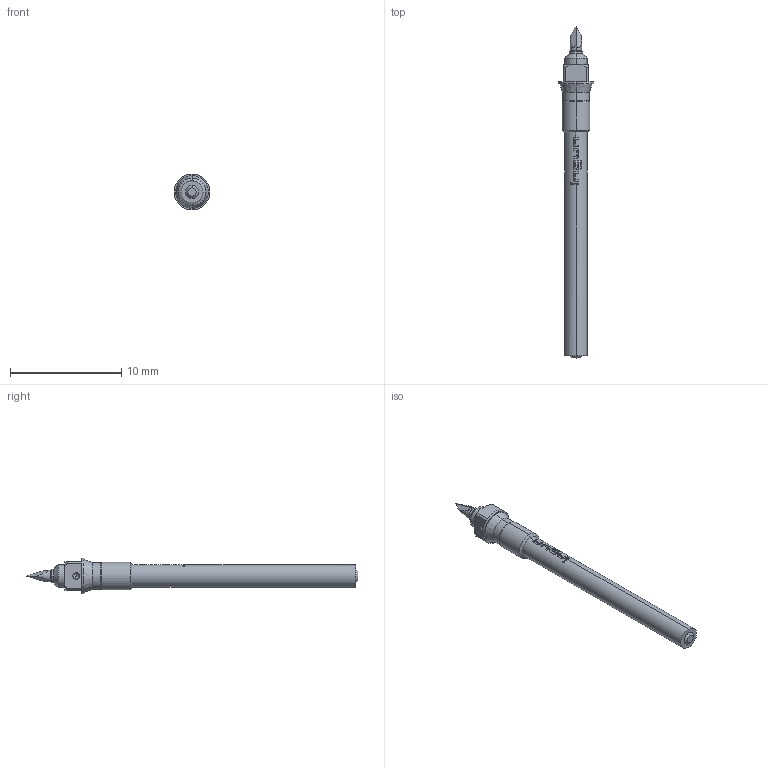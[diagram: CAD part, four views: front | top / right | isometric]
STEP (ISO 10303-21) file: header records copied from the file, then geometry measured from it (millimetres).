
FILE_DESCRIPTION (( 'STEP AP203' ), '1' );
FILE_NAME ('INGUN_PKS-355_291_100_A_xx02_M.STEP', '2020-10-30T11:40:14', ( '' ), ( '' ), 'SwSTEP 2.0', 'SolidWorks 2018', '' );
FILE_SCHEMA (( 'CONFIG_CONTROL_DESIGN' ));
Length unit declared in the file: millimetre
Products named in the file (1): INGUN_PKS-355_291_100_A_xx02_M
Bounding box: 3.2 x 29.8 x 3.2 mm (x, y, z)
Volume: 98.4 mm3; surface area: 199.9 mm2
Topology: 1 solids, 1 shells, 134 faces, 358 edges, 233 vertices
Faces by surface type: bspline 58, cylinder 33, plane 27, cone 16
Entity records: 5649 total; most frequent: CARTESIAN_POINT 2846, ORIENTED_EDGE 716, EDGE_CURVE 358, DIRECTION 322, B_SPLINE_CURVE_WITH_KNOTS 238, VERTEX_POINT 233, EDGE_LOOP 141, ADVANCED_FACE 134
